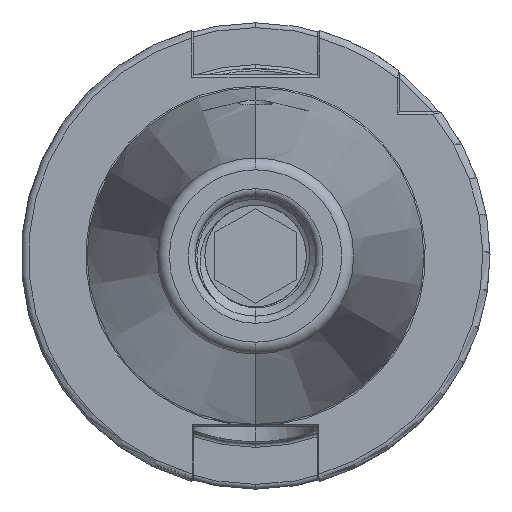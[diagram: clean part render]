
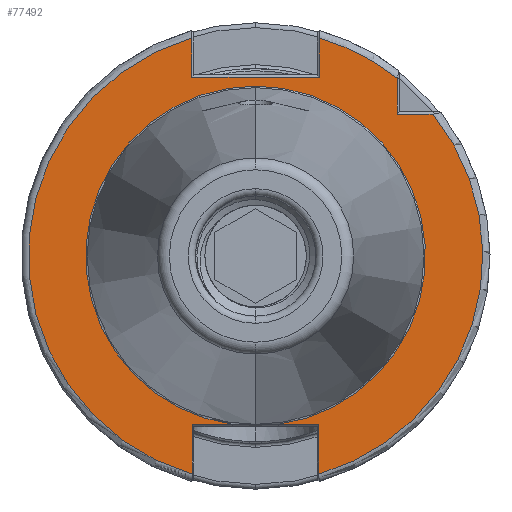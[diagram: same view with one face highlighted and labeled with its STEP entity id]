
A CAD part, left-side view. The second image highlights one B-rep face of the part: STEP entity #77492.
In plain terms, the highlighted planar face has unit normal (-1, 0, 0).
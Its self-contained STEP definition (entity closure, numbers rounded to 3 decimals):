
#449 = ORIENTED_EDGE ( 'NONE', *, *, #2207, .T. ) ;
#515 = ORIENTED_EDGE ( 'NONE', *, *, #2094, .T. ) ;
#517 = ORIENTED_EDGE ( 'NONE', *, *, #2222, .T. ) ;
#527 = ORIENTED_EDGE ( 'NONE', *, *, #2160, .T. ) ;
#528 = ORIENTED_EDGE ( 'NONE', *, *, #2169, .T. ) ;
#534 = ORIENTED_EDGE ( 'NONE', *, *, #2202, .T. ) ;
#539 = ORIENTED_EDGE ( 'NONE', *, *, #2149, .T. ) ;
#546 = ORIENTED_EDGE ( 'NONE', *, *, #2186, .T. ) ;
#554 = ORIENTED_EDGE ( 'NONE', *, *, #2097, .T. ) ;
#555 = ORIENTED_EDGE ( 'NONE', *, *, #2150, .T. ) ;
#556 = ORIENTED_EDGE ( 'NONE', *, *, #2155, .T. ) ;
#557 = ORIENTED_EDGE ( 'NONE', *, *, #2159, .T. ) ;
#566 = ORIENTED_EDGE ( 'NONE', *, *, #2112, .T. ) ;
#574 = ORIENTED_EDGE ( 'NONE', *, *, #2163, .T. ) ;
#2094 = EDGE_CURVE ( 'NONE', #3213, #3320, #64546, .T. ) ;
#2097 = EDGE_CURVE ( 'NONE', #3202, #3283, #64381, .T. ) ;
#2112 = EDGE_CURVE ( 'NONE', #3267, #3280, #64349, .T. ) ;
#2149 = EDGE_CURVE ( 'NONE', #3263, #3213, #64561, .T. ) ;
#2150 = EDGE_CURVE ( 'NONE', #3280, #3202, #64346, .T. ) ;
#2155 = EDGE_CURVE ( 'NONE', #3348, #3303, #64405, .T. ) ;
#2159 = EDGE_CURVE ( 'NONE', #3320, #3345, #64433, .T. ) ;
#2160 = EDGE_CURVE ( 'NONE', #3283, #3348, #64388, .T. ) ;
#2163 = EDGE_CURVE ( 'NONE', #3299, #3266, #64608, .T. ) ;
#2169 = EDGE_CURVE ( 'NONE', #3303, #56029, #64612, .T. ) ;
#2186 = EDGE_CURVE ( 'NONE', #3266, #3267, #64746, .T. ) ;
#2202 = EDGE_CURVE ( 'NONE', #3345, #3299, #64822, .T. ) ;
#2207 = EDGE_CURVE ( 'NONE', #56100, #3263, #64619, .T. ) ;
#2222 = EDGE_CURVE ( 'NONE', #56029, #56100, #64671, .T. ) ;
#2943 = AXIS2_PLACEMENT_3D ( 'NONE', #18543, #18554, #18557 ) ;
#2949 = AXIS2_PLACEMENT_3D ( 'NONE', #17980, #18058, #18050 ) ;
#2960 = AXIS2_PLACEMENT_3D ( 'NONE', #76433, #76462, #76442 ) ;
#2967 = AXIS2_PLACEMENT_3D ( 'NONE', #22866, #22908, #22804 ) ;
#2969 = AXIS2_PLACEMENT_3D ( 'NONE', #76541, #76523, #76591 ) ;
#3202 = VERTEX_POINT ( 'NONE', #59402 ) ;
#3213 = VERTEX_POINT ( 'NONE', #59460 ) ;
#3263 = VERTEX_POINT ( 'NONE', #59424 ) ;
#3266 = VERTEX_POINT ( 'NONE', #59470 ) ;
#3267 = VERTEX_POINT ( 'NONE', #59474 ) ;
#3280 = VERTEX_POINT ( 'NONE', #59425 ) ;
#3283 = VERTEX_POINT ( 'NONE', #59452 ) ;
#3299 = VERTEX_POINT ( 'NONE', #59498 ) ;
#3303 = VERTEX_POINT ( 'NONE', #59505 ) ;
#3320 = VERTEX_POINT ( 'NONE', #59566 ) ;
#3345 = VERTEX_POINT ( 'NONE', #59563 ) ;
#3348 = VERTEX_POINT ( 'NONE', #59527 ) ;
#6575 = CARTESIAN_POINT ( 'NONE',  ( 0., 0., 35.327 ) ) ;
#6638 = CARTESIAN_POINT ( 'NONE',  ( 0., -4.796, -35. ) ) ;
#14132 = EDGE_LOOP ( 'NONE', ( #515, #557, #534, #574, #546, #566, #555, #554, #527, #556, #528, #517, #449, #539 ) ) ;
#17090 = CARTESIAN_POINT ( 'NONE',  ( 0., 12.85, 37.2 ) ) ;
#17123 = DIRECTION ( 'NONE',  ( 0., 1., 0. ) ) ;
#17980 = CARTESIAN_POINT ( 'NONE',  ( 0., 0., 0. ) ) ;
#18050 = DIRECTION ( 'NONE',  ( 0., 0., -1. ) ) ;
#18058 = DIRECTION ( 'NONE',  ( 1., 0., 0. ) ) ;
#18187 = CARTESIAN_POINT ( 'NONE',  ( 0., -13.251, 37.7 ) ) ;
#18202 = DIRECTION ( 'NONE',  ( 0., 0., -1. ) ) ;
#18234 = CARTESIAN_POINT ( 'NONE',  ( 0., -13.131, 0. ) ) ;
#18486 = DIRECTION ( 'NONE',  ( 0., 0., -1. ) ) ;
#18490 = DIRECTION ( 'NONE',  ( 0., 0., 1. ) ) ;
#18510 = CARTESIAN_POINT ( 'NONE',  ( 0., 35.392, -35. ) ) ;
#18511 = CARTESIAN_POINT ( 'NONE',  ( 0., 13.251, 45.469 ) ) ;
#18514 = DIRECTION ( 'NONE',  ( 0., -1., 0. ) ) ;
#18532 = CARTESIAN_POINT ( 'NONE',  ( 0., 13.131, 0. ) ) ;
#18543 = CARTESIAN_POINT ( 'NONE',  ( 0., 0., 0. ) ) ;
#18548 = CARTESIAN_POINT ( 'NONE',  ( 0., 35.392, 29.5 ) ) ;
#18552 = DIRECTION ( 'NONE',  ( 0., 1., 0. ) ) ;
#18553 = DIRECTION ( 'NONE',  ( 0., 0., 1. ) ) ;
#18554 = DIRECTION ( 'NONE',  ( -1., 0., 0. ) ) ;
#18557 = DIRECTION ( 'NONE',  ( 0., 0., -1. ) ) ;
#22482 = CARTESIAN_POINT ( 'NONE',  ( 0., -29.5, 0. ) ) ;
#22500 = DIRECTION ( 'NONE',  ( 0., -1., 0. ) ) ;
#22532 = DIRECTION ( 'NONE',  ( 0., 0., 1. ) ) ;
#22556 = CARTESIAN_POINT ( 'NONE',  ( 0., 35.392, -35. ) ) ;
#22804 = DIRECTION ( 'NONE',  ( 0., 0., -1. ) ) ;
#22866 = CARTESIAN_POINT ( 'NONE',  ( 0., 0., 0. ) ) ;
#22908 = DIRECTION ( 'NONE',  ( 1., 0., 0. ) ) ;
#55706 = CARTESIAN_POINT ( 'NONE',  ( 0., 35.392, 0. ) ) ;
#55707 = DIRECTION ( 'NONE',  ( 1., 0., 0. ) ) ;
#55713 = DIRECTION ( 'NONE',  ( 0., 0., -1. ) ) ;
#55721 = PLANE ( 'NONE',  #63329 ) ;
#56029 = VERTEX_POINT ( 'NONE', #6575 ) ;
#56100 = VERTEX_POINT ( 'NONE', #6638 ) ;
#59402 = CARTESIAN_POINT ( 'NONE',  ( 0., 13.251, 45.354 ) ) ;
#59424 = CARTESIAN_POINT ( 'NONE',  ( 0., -13.131, -35. ) ) ;
#59425 = CARTESIAN_POINT ( 'NONE',  ( 0., 13.251, 37.2 ) ) ;
#59452 = CARTESIAN_POINT ( 'NONE',  ( 0., 13.131, -45.389 ) ) ;
#59460 = CARTESIAN_POINT ( 'NONE',  ( 0., -13.131, -45.389 ) ) ;
#59470 = CARTESIAN_POINT ( 'NONE',  ( 0., -13.251, 45.354 ) ) ;
#59474 = CARTESIAN_POINT ( 'NONE',  ( 0., -13.251, 37.2 ) ) ;
#59498 = CARTESIAN_POINT ( 'NONE',  ( 0., -29.5, 36.91 ) ) ;
#59505 = CARTESIAN_POINT ( 'NONE',  ( 0., 4.796, -35. ) ) ;
#59527 = CARTESIAN_POINT ( 'NONE',  ( 0., 13.131, -35. ) ) ;
#59563 = CARTESIAN_POINT ( 'NONE',  ( 0., -29.5, 29.5 ) ) ;
#59566 = CARTESIAN_POINT ( 'NONE',  ( 0., -36.91, 29.5 ) ) ;
#63329 = AXIS2_PLACEMENT_3D ( 'NONE', #55706, #55707, #55713 ) ;
#64346 = LINE ( 'NONE', #18511, #64497 ) ;
#64349 = LINE ( 'NONE', #17090, #64445 ) ;
#64381 = CIRCLE ( 'NONE', #2969, 47.25 ) ;
#64388 = LINE ( 'NONE', #18532, #64420 ) ;
#64391 = VECTOR ( 'NONE', #18514, 1000. ) ;
#64405 = LINE ( 'NONE', #18510, #64391 ) ;
#64410 = VECTOR ( 'NONE', #18552, 1000. ) ;
#64420 = VECTOR ( 'NONE', #18553, 1000. ) ;
#64430 = VECTOR ( 'NONE', #18486, 1000. ) ;
#64433 = LINE ( 'NONE', #18548, #64410 ) ;
#64445 = VECTOR ( 'NONE', #17123, 1000. ) ;
#64497 = VECTOR ( 'NONE', #18490, 1000. ) ;
#64546 = CIRCLE ( 'NONE', #2960, 47.25 ) ;
#64561 = LINE ( 'NONE', #18234, #64430 ) ;
#64584 = VECTOR ( 'NONE', #22532, 1000. ) ;
#64608 = CIRCLE ( 'NONE', #2943, 47.25 ) ;
#64612 = CIRCLE ( 'NONE', #2949, 35.327 ) ;
#64619 = LINE ( 'NONE', #22556, #64623 ) ;
#64623 = VECTOR ( 'NONE', #22500, 1000. ) ;
#64671 = CIRCLE ( 'NONE', #2967, 35.327 ) ;
#64697 = VECTOR ( 'NONE', #18202, 1000. ) ;
#64746 = LINE ( 'NONE', #18187, #64697 ) ;
#64822 = LINE ( 'NONE', #22482, #64584 ) ;
#65911 = FACE_OUTER_BOUND ( 'NONE', #14132, .T. ) ;
#76433 = CARTESIAN_POINT ( 'NONE',  ( 0., 0., 0. ) ) ;
#76442 = DIRECTION ( 'NONE',  ( 0., 0., -1. ) ) ;
#76462 = DIRECTION ( 'NONE',  ( -1., 0., 0. ) ) ;
#76523 = DIRECTION ( 'NONE',  ( -1., 0., 0. ) ) ;
#76541 = CARTESIAN_POINT ( 'NONE',  ( 0., 0., 0. ) ) ;
#76591 = DIRECTION ( 'NONE',  ( 0., 0., -1. ) ) ;
#77492 = ADVANCED_FACE ( 'NONE', ( #65911 ), #55721, .F. ) ;
